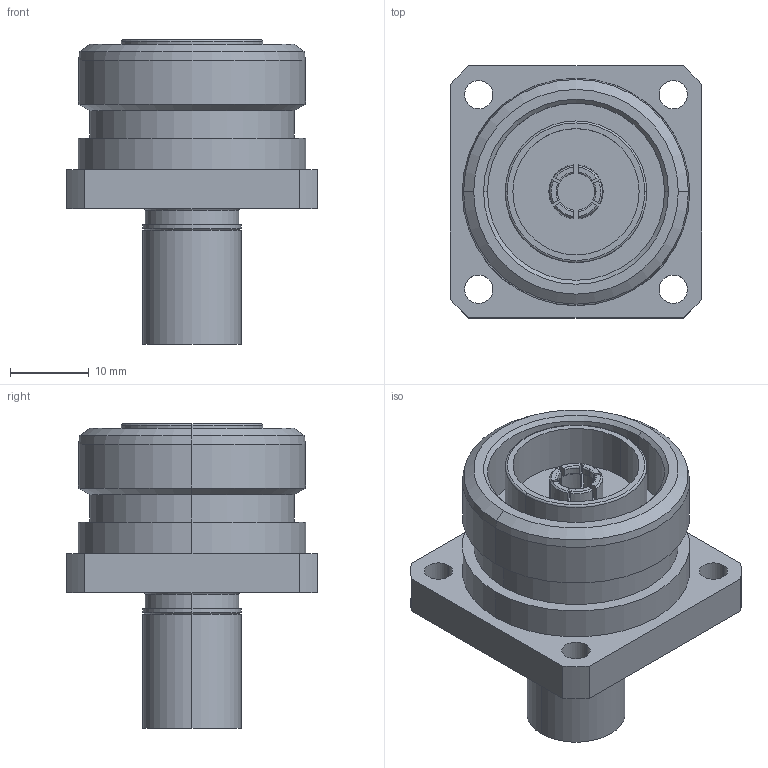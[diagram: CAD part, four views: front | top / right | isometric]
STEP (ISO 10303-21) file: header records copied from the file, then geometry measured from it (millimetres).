
FILE_DESCRIPTION (( 'STEP AP214' ), '1' );
FILE_NAME ('J01121A0146.STEP', '2017-04-24T09:49:33', ( '' ), ( '' ), 'SwSTEP 2.0', 'SolidWorks 2015', '' );
FILE_SCHEMA (( 'AUTOMOTIVE_DESIGN' ));
Length unit declared in the file: millimetre
Products named in the file (1): J01121A0146
Bounding box: 32 x 32 x 38.7 mm (x, y, z)
Volume: 13761 mm3; surface area: 7066.2 mm2
Topology: 1 solids, 1 shells, 130 faces, 312 edges, 201 vertices
Faces by surface type: cylinder 57, plane 35, cone 27, torus 11
Entity records: 5311 total; most frequent: CARTESIAN_POINT 818, DIRECTION 660, ORIENTED_EDGE 624, EDGE_CURVE 312, AXIS2_PLACEMENT_3D 267, VERTEX_POINT 201, EDGE_LOOP 155, CIRCLE 136
